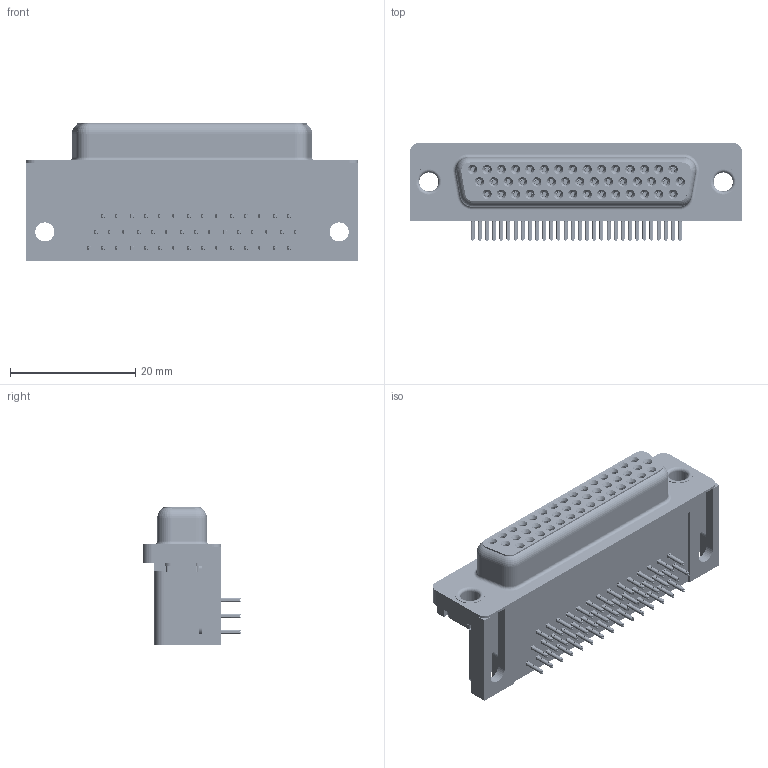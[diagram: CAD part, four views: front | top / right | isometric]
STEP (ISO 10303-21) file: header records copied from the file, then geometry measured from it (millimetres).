
FILE_DESCRIPTION (( 'STEP AP203' ), '1' );
FILE_NAME ('634-044-663-011.STEP', '2018-08-18T06:29:44', ( '' ), ( '' ), 'SwSTEP 2.0', 'SolidWorks 2016', '' );
FILE_SCHEMA (( 'CONFIG_CONTROL_DESIGN' ));
Length unit declared in the file: millimetre
Products named in the file (8): Contact Middle; Contact Top; Thru Hole Board Mount; Thru Hole Rivet; 634-044-663-011; 634 Housing_44 Socket; 634 Shell_44 Socket; Contact Bottom
Assembly tree (50 placements, depth 2):
  634-044-663-011
    634 Housing_44 Socket
    634 Shell_44 Socket
    Contact Bottom  x14
    Contact Middle  x15
    Contact Top  x15
    Thru Hole Board Mount  x2
    Thru Hole Rivet  x2
Bounding box: 53.04 x 15.73 x 22.1 mm (x, y, z)
Volume: 9343.4 mm3; surface area: 13248.1 mm2
Topology: 50 solids, 50 shells, 6495 faces, 17068 edges, 10710 vertices
Faces by surface type: plane 2927, bspline 1528, cylinder 1478, cone 528, torus 34
Entity records: 42444 total; most frequent: CARTESIAN_POINT 11679, ORIENTED_EDGE 6068, DIRECTION 5611, EDGE_CURVE 3034, LINE 2067, VECTOR 2067, VERTEX_POINT 1938, AXIS2_PLACEMENT_3D 1772
